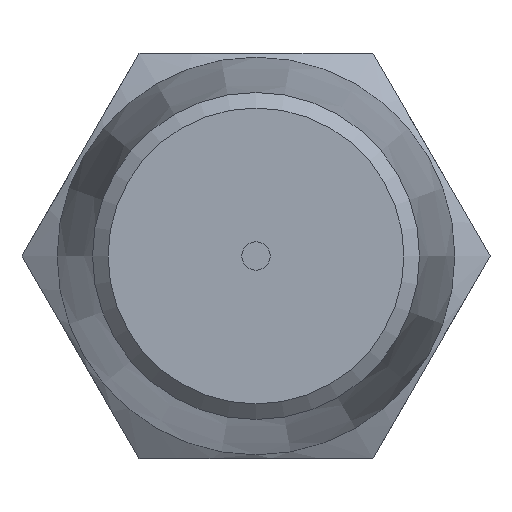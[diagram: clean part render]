
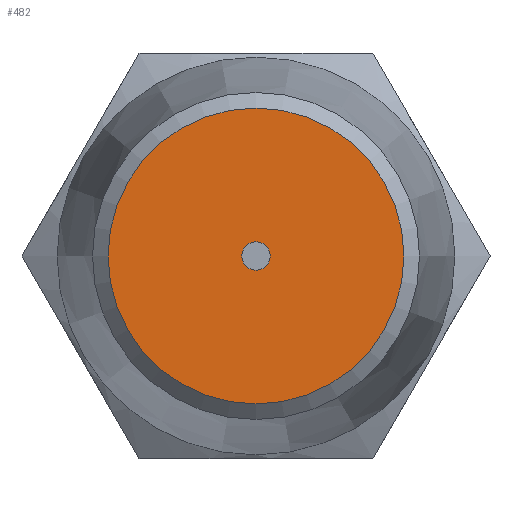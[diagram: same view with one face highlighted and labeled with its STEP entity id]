
A CAD part, left-side view. The second image highlights one B-rep face of the part: STEP entity #482.
In plain terms, the highlighted planar face has unit normal (-1, 0, 0).
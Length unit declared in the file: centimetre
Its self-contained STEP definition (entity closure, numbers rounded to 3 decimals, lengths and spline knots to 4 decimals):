
#85=FACE_BOUND('',#204,.T.);
#155=FACE_OUTER_BOUND('',#203,.T.);
#203=EDGE_LOOP('',(#425));
#204=EDGE_LOOP('',(#426));
#224=CIRCLE('',#528,0.05);
#225=CIRCLE('',#530,0.5215);
#266=VERTEX_POINT('',#817);
#267=VERTEX_POINT('',#820);
#320=EDGE_CURVE('',#266,#266,#224,.T.);
#321=EDGE_CURVE('',#267,#267,#225,.T.);
#425=ORIENTED_EDGE('',*,*,#321,.F.);
#426=ORIENTED_EDGE('',*,*,#320,.T.);
#450=PLANE('',#534);
#482=ADVANCED_FACE('',(#155,#85),#450,.T.);
#528=AXIS2_PLACEMENT_3D('',#818,#633,#634);
#530=AXIS2_PLACEMENT_3D('',#821,#637,#638);
#534=AXIS2_PLACEMENT_3D('',#827,#645,#646);
#633=DIRECTION('center_axis',(1.,0.,0.));
#634=DIRECTION('ref_axis',(0.,1.,0.));
#637=DIRECTION('center_axis',(1.,0.,0.));
#638=DIRECTION('ref_axis',(0.,-1.,0.));
#645=DIRECTION('center_axis',(-1.,0.,0.));
#646=DIRECTION('ref_axis',(0.,0.,1.));
#817=CARTESIAN_POINT('',(0.,-0.05,0.));
#818=CARTESIAN_POINT('Origin',(0.,0.,0.));
#820=CARTESIAN_POINT('',(0.,0.5215,0.));
#821=CARTESIAN_POINT('Origin',(0.,0.,0.));
#827=CARTESIAN_POINT('Origin',(0.,0.2858,0.));
